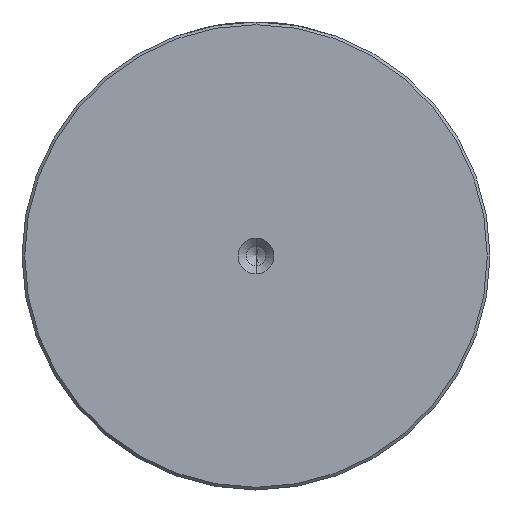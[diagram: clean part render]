
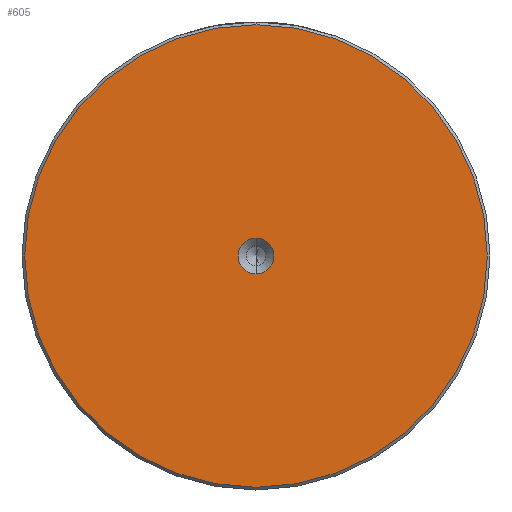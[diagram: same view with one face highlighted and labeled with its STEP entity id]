
A CAD part, left-side view. The second image highlights one B-rep face of the part: STEP entity #605.
In plain terms, the highlighted planar face has unit normal (-1, 0, 0).
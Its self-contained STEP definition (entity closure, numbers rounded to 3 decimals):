
#16 = DIRECTION ( 'NONE',  ( -1., 0., 0. ) ) ;
#137 = CARTESIAN_POINT ( 'NONE',  ( 0., 0., 0. ) ) ;
#411 = DIRECTION ( 'NONE',  ( 0., 0., 1. ) ) ;
#496 = EDGE_LOOP ( 'NONE', ( #2787, #3371 ) ) ;
#544 = VERTEX_POINT ( 'NONE', #2765 ) ;
#551 = FACE_BOUND ( 'NONE', #496, .T. ) ;
#605 = ADVANCED_FACE ( 'NONE', ( #2641, #551 ), #1108, .T. ) ;
#618 = EDGE_CURVE ( 'NONE', #2074, #1236, #1177, .T. ) ;
#760 = CARTESIAN_POINT ( 'NONE',  ( 0., 0., 3.3 ) ) ;
#905 = AXIS2_PLACEMENT_3D ( 'NONE', #2631, #1007, #2913 ) ;
#918 = CIRCLE ( 'NONE', #3155, 3.3 ) ;
#973 = CARTESIAN_POINT ( 'NONE',  ( 0., 0., 0. ) ) ;
#1007 = DIRECTION ( 'NONE',  ( -1., 0., 0. ) ) ;
#1108 = PLANE ( 'NONE',  #3397 ) ;
#1115 = DIRECTION ( 'NONE',  ( -1., 0., 0. ) ) ;
#1177 = CIRCLE ( 'NONE', #2843, 42.5 ) ;
#1236 = VERTEX_POINT ( 'NONE', #2890 ) ;
#1239 = DIRECTION ( 'NONE',  ( 0., 0., 1. ) ) ;
#1290 = VERTEX_POINT ( 'NONE', #760 ) ;
#1336 = ORIENTED_EDGE ( 'NONE', *, *, #2009, .T. ) ;
#1351 = CIRCLE ( 'NONE', #2228, 42.5 ) ;
#1376 = CARTESIAN_POINT ( 'NONE',  ( 0., 0., 0. ) ) ;
#1455 = EDGE_CURVE ( 'NONE', #544, #1290, #2735, .T. ) ;
#1933 = DIRECTION ( 'NONE',  ( 0., 0., 1. ) ) ;
#2009 = EDGE_CURVE ( 'NONE', #1236, #2074, #1351, .T. ) ;
#2045 = EDGE_CURVE ( 'NONE', #1290, #544, #918, .T. ) ;
#2051 = DIRECTION ( 'NONE',  ( -1., 0., 0. ) ) ;
#2074 = VERTEX_POINT ( 'NONE', #2083 ) ;
#2083 = CARTESIAN_POINT ( 'NONE',  ( 0., 0., 42.5 ) ) ;
#2228 = AXIS2_PLACEMENT_3D ( 'NONE', #137, #2051, #411 ) ;
#2477 = EDGE_LOOP ( 'NONE', ( #1336, #3263 ) ) ;
#2631 = CARTESIAN_POINT ( 'NONE',  ( 0., 0., 0. ) ) ;
#2641 = FACE_OUTER_BOUND ( 'NONE', #2477, .T. ) ;
#2735 = CIRCLE ( 'NONE', #905, 3.3 ) ;
#2739 = CARTESIAN_POINT ( 'NONE',  ( 0., 0., 0. ) ) ;
#2765 = CARTESIAN_POINT ( 'NONE',  ( 0., 0., -3.3 ) ) ;
#2787 = ORIENTED_EDGE ( 'NONE', *, *, #2045, .F. ) ;
#2843 = AXIS2_PLACEMENT_3D ( 'NONE', #2739, #1115, #3020 ) ;
#2870 = DIRECTION ( 'NONE',  ( -1., 0., 0. ) ) ;
#2890 = CARTESIAN_POINT ( 'NONE',  ( 0., 0., -42.5 ) ) ;
#2913 = DIRECTION ( 'NONE',  ( 0., 0., 1. ) ) ;
#3020 = DIRECTION ( 'NONE',  ( 0., 0., 1. ) ) ;
#3155 = AXIS2_PLACEMENT_3D ( 'NONE', #973, #2870, #1239 ) ;
#3263 = ORIENTED_EDGE ( 'NONE', *, *, #618, .T. ) ;
#3371 = ORIENTED_EDGE ( 'NONE', *, *, #1455, .F. ) ;
#3397 = AXIS2_PLACEMENT_3D ( 'NONE', #1376, #16, #1933 ) ;
